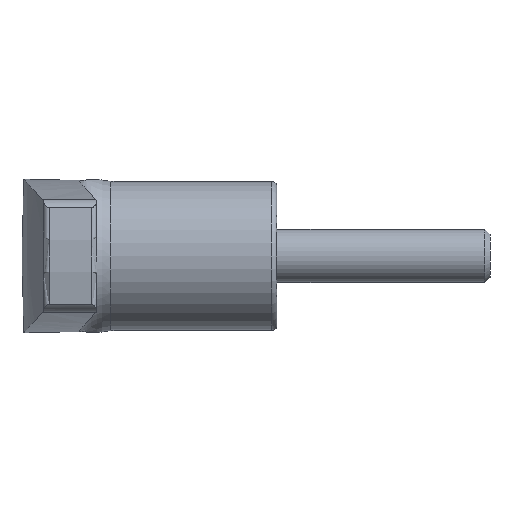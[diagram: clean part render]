
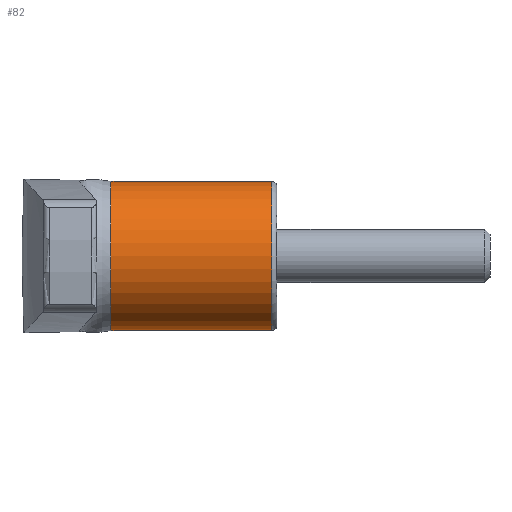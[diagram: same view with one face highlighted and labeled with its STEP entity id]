
A CAD part, left-side view. The second image highlights one B-rep face of the part: STEP entity #82.
In plain terms, the highlighted cylindrical face has radius 7 mm (diameter 14 mm), a full revolution.
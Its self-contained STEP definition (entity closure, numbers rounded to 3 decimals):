
#82 = ADVANCED_FACE( '', ( #167, #168 ), #169, .T. );
#167 = FACE_OUTER_BOUND( '', #247, .T. );
#168 = FACE_OUTER_BOUND( '', #248, .T. );
#169 = CYLINDRICAL_SURFACE( '', #249, 7. );
#247 = EDGE_LOOP( '', ( #414 ) );
#248 = EDGE_LOOP( '', ( #415 ) );
#249 = AXIS2_PLACEMENT_3D( '', #416, #417, #418 );
#414 = ORIENTED_EDGE( '', *, *, #474, .F. );
#415 = ORIENTED_EDGE( '', *, *, #500, .T. );
#416 = CARTESIAN_POINT( '', ( 0., 0., 0. ) );
#417 = DIRECTION( '', ( 0., 1., 0. ) );
#418 = DIRECTION( '', ( 1., 0., 0. ) );
#474 = EDGE_CURVE( '', #565, #565, #566, .T. );
#500 = EDGE_CURVE( '', #603, #603, #604, .T. );
#565 = VERTEX_POINT( '', #762 );
#566 = CIRCLE( '', #763, 7. );
#603 = VERTEX_POINT( '', #903 );
#604 = CIRCLE( '', #904, 7. );
#762 = CARTESIAN_POINT( '', ( 7., 0.5, 0. ) );
#763 = AXIS2_PLACEMENT_3D( '', #950, #951, #952 );
#903 = CARTESIAN_POINT( '', ( 7., 15.563, 0. ) );
#904 = AXIS2_PLACEMENT_3D( '', #976, #977, #978 );
#950 = CARTESIAN_POINT( '', ( 0., 0.5, 0. ) );
#951 = DIRECTION( '', ( 0., -1., 0. ) );
#952 = DIRECTION( '', ( 1., 0., 0. ) );
#976 = CARTESIAN_POINT( '', ( 0., 15.563, 0. ) );
#977 = DIRECTION( '', ( 0., -1., 0. ) );
#978 = DIRECTION( '', ( 1., 0., 0. ) );
